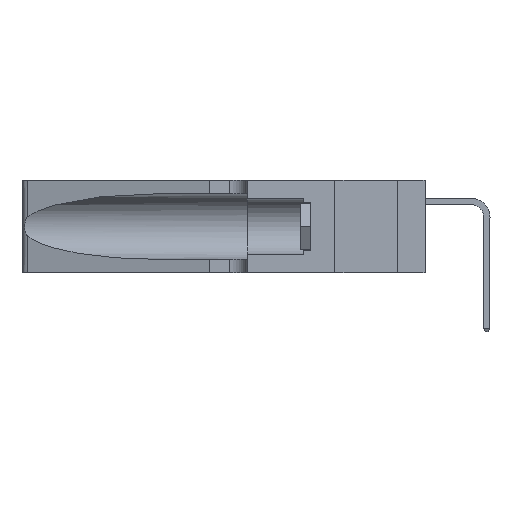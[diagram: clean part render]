
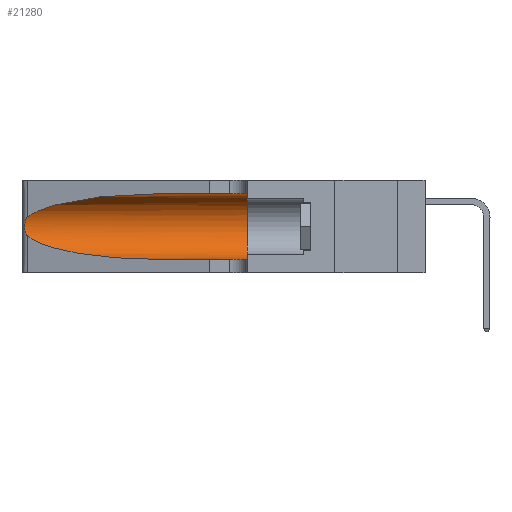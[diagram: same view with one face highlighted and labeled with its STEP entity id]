
A CAD part, left-side view. The second image highlights one B-rep face of the part: STEP entity #21280.
In plain terms, the highlighted cylindrical face has radius 3.308 mm (diameter 6.617 mm), a partial arc.
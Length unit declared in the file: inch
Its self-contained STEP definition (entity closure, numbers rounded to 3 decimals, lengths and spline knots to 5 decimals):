
#204 =( BOUNDED_CURVE ( )  B_SPLINE_CURVE ( 3, ( #5743, #3146, #28954, #13651 ),
 .UNSPECIFIED., .F., .T. ) 
 B_SPLINE_CURVE_WITH_KNOTS ( ( 4, 4 ),
 ( 1.5708, 2.84003 ),
 .UNSPECIFIED. ) 
 CURVE ( )  GEOMETRIC_REPRESENTATION_ITEM ( )  RATIONAL_B_SPLINE_CURVE ( ( 1., 0.87, 0.87, 1. ) ) 
 REPRESENTATION_ITEM ( '' )  );
#870 = VERTEX_POINT ( 'NONE', #2117 ) ;
#883 = ORIENTED_EDGE ( 'NONE', *, *, #12773, .T. ) ;
#888 = CARTESIAN_POINT ( 'NONE',  ( 0.26075, 1.23896, 0.178 ) ) ;
#1552 = VERTEX_POINT ( 'NONE', #8634 ) ;
#2117 = CARTESIAN_POINT ( 'NONE',  ( 0.1305, 0.35, 0.31525 ) ) ;
#2144 = LINE ( 'NONE', #11174, #8225 ) ;
#2489 = CARTESIAN_POINT ( 'NONE',  ( 0.1305, 1.61858, 0.31525 ) ) ;
#3146 = CARTESIAN_POINT ( 'NONE',  ( 0.18966, 0.96281, 0.31525 ) ) ;
#3364 = EDGE_CURVE ( 'NONE', #1552, #5671, #2144, .T. ) ;
#3389 = CARTESIAN_POINT ( 'NONE',  ( 0.25487, 1.22718, 0.22369 ) ) ;
#3493 = CARTESIAN_POINT ( 'NONE',  ( 0.25856, 1.23593, 0.16098 ) ) ;
#5377 = VECTOR ( 'NONE', #10334, 39.37008 ) ;
#5671 = VERTEX_POINT ( 'NONE', #19918 ) ;
#5743 = CARTESIAN_POINT ( 'NONE',  ( 0.1305, 0.72297, 0.31525 ) ) ;
#5818 = EDGE_CURVE ( 'NONE', #23574, #1552, #13382, .T. ) ;
#6108 = CARTESIAN_POINT ( 'NONE',  ( 0.25639, 1.23186, 0.15144 ) ) ;
#6631 = AXIS2_PLACEMENT_3D ( 'NONE', #10771, #28716, #13422 ) ;
#7689 = DIRECTION ( 'NONE',  ( 0., 1., 0. ) ) ;
#8225 = VECTOR ( 'NONE', #21451, 39.37008 ) ;
#8634 = CARTESIAN_POINT ( 'NONE',  ( 0.1305, 0.72297, 0.05475 ) ) ;
#8704 = CARTESIAN_POINT ( 'NONE',  ( 0.25487, 1.22718, 0.14631 ) ) ;
#9268 = VERTEX_POINT ( 'NONE', #33137 ) ;
#10334 = DIRECTION ( 'NONE',  ( 0., -1., 0. ) ) ;
#10601 = CIRCLE ( 'NONE', #30845, 0.13025 ) ;
#10771 = CARTESIAN_POINT ( 'NONE',  ( 0.1305, 1.61858, 0.185 ) ) ;
#11174 = CARTESIAN_POINT ( 'NONE',  ( 0.1305, 1.61858, 0.05475 ) ) ;
#11252 = CARTESIAN_POINT ( 'NONE',  ( 0.25639, 1.23184, 0.21858 ) ) ;
#11453 = ORIENTED_EDGE ( 'NONE', *, *, #30429, .F. ) ;
#12773 = EDGE_CURVE ( 'NONE', #28875, #23574, #31185, .T. ) ;
#12912 = CARTESIAN_POINT ( 'NONE',  ( 0.25487, 1.22718, 0.14631 ) ) ;
#13374 = CYLINDRICAL_SURFACE ( 'NONE', #6631, 0.13025 ) ;
#13382 =( BOUNDED_CURVE ( )  B_SPLINE_CURVE ( 3, ( #12912, #28230, #33330, #18023 ),
 .UNSPECIFIED., .F., .F. ) 
 B_SPLINE_CURVE_WITH_KNOTS ( ( 4, 4 ),
 ( 3.44316, 4.71239 ),
 .UNSPECIFIED. ) 
 CURVE ( )  GEOMETRIC_REPRESENTATION_ITEM ( )  RATIONAL_B_SPLINE_CURVE ( ( 1., 0.87, 0.87, 1. ) ) 
 REPRESENTATION_ITEM ( '' )  );
#13422 = DIRECTION ( 'NONE',  ( 0., 0., -1. ) ) ;
#13651 = CARTESIAN_POINT ( 'NONE',  ( 0.25487, 1.22718, 0.22369 ) ) ;
#13879 = CARTESIAN_POINT ( 'NONE',  ( 0.25854, 1.2359, 0.20912 ) ) ;
#15148 = ORIENTED_EDGE ( 'NONE', *, *, #30595, .T. ) ;
#16441 = CARTESIAN_POINT ( 'NONE',  ( 0.26075, 1.23896, 0.19203 ) ) ;
#18023 = CARTESIAN_POINT ( 'NONE',  ( 0.1305, 0.72297, 0.05475 ) ) ;
#18315 = EDGE_LOOP ( 'NONE', ( #15148, #883, #28359, #33199, #11453, #24215 ) ) ;
#18979 = CARTESIAN_POINT ( 'NONE',  ( 0.26017, 1.23833, 0.17102 ) ) ;
#19918 = CARTESIAN_POINT ( 'NONE',  ( 0.1305, 0.35, 0.05475 ) ) ;
#21280 = ADVANCED_FACE ( 'NONE', ( #27774 ), #13374, .F. ) ;
#21451 = DIRECTION ( 'NONE',  ( 0., -1., 0. ) ) ;
#21525 = CARTESIAN_POINT ( 'NONE',  ( 0.25789, 1.23486, 0.15765 ) ) ;
#22054 = CARTESIAN_POINT ( 'NONE',  ( 0.25487, 1.22718, 0.14631 ) ) ;
#23089 = CARTESIAN_POINT ( 'NONE',  ( 0.1305, 0.35, 0.185 ) ) ;
#23574 = VERTEX_POINT ( 'NONE', #22054 ) ;
#24030 = CARTESIAN_POINT ( 'NONE',  ( 0.25555, 1.22994, 0.2215 ) ) ;
#24136 = CARTESIAN_POINT ( 'NONE',  ( 0.25555, 1.22993, 0.14849 ) ) ;
#24215 = ORIENTED_EDGE ( 'NONE', *, *, #28442, .F. ) ;
#25716 = DIRECTION ( 'NONE',  ( 0., 0., 1. ) ) ;
#25964 = LINE ( 'NONE', #2489, #5377 ) ;
#27269 = CARTESIAN_POINT ( 'NONE',  ( 0.25487, 1.22718, 0.22369 ) ) ;
#27774 = FACE_OUTER_BOUND ( 'NONE', #18315, .T. ) ;
#28230 = CARTESIAN_POINT ( 'NONE',  ( 0.2373, 1.15595, 0.08982 ) ) ;
#28359 = ORIENTED_EDGE ( 'NONE', *, *, #5818, .T. ) ;
#28442 = EDGE_CURVE ( 'NONE', #9268, #870, #25964, .T. ) ;
#28716 = DIRECTION ( 'NONE',  ( 0., -1., 0. ) ) ;
#28875 = VERTEX_POINT ( 'NONE', #27269 ) ;
#28954 = CARTESIAN_POINT ( 'NONE',  ( 0.2373, 1.15595, 0.28018 ) ) ;
#29197 = CARTESIAN_POINT ( 'NONE',  ( 0.25787, 1.23484, 0.2124 ) ) ;
#30429 = EDGE_CURVE ( 'NONE', #870, #5671, #10601, .T. ) ;
#30595 = EDGE_CURVE ( 'NONE', #9268, #28875, #204, .T. ) ;
#30845 = AXIS2_PLACEMENT_3D ( 'NONE', #23089, #7689, #25716 ) ;
#31185 = B_SPLINE_CURVE_WITH_KNOTS ( 'NONE', 3,
 ( #3389, #24030, #11252, #29197, #13879, #31721, #16441, #888, #18979, #3493, #21525, #6108, #24136, #8704 ),
 .UNSPECIFIED., .F., .F.,
 ( 4, 2, 2, 2, 2, 2, 4 ),
 ( 0., 0.00027, 0.00053, 0.00107, 0.0016, 0.00187, 0.00214 ),
 .UNSPECIFIED. ) ;
#31721 = CARTESIAN_POINT ( 'NONE',  ( 0.26018, 1.23835, 0.19895 ) ) ;
#33137 = CARTESIAN_POINT ( 'NONE',  ( 0.1305, 0.72297, 0.31525 ) ) ;
#33199 = ORIENTED_EDGE ( 'NONE', *, *, #3364, .T. ) ;
#33330 = CARTESIAN_POINT ( 'NONE',  ( 0.18966, 0.96281, 0.05475 ) ) ;
